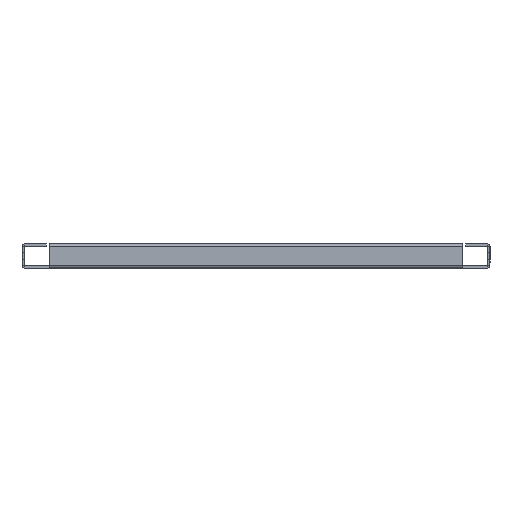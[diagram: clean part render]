
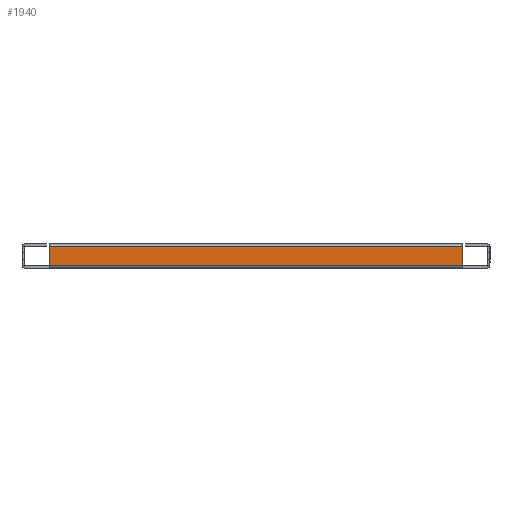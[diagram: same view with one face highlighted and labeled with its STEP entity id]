
A CAD part, left-side view. The second image highlights one B-rep face of the part: STEP entity #1940.
In plain terms, the highlighted planar face has unit normal (-1, 0, 0).
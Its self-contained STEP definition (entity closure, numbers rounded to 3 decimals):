
#628 = AXIS2_PLACEMENT_3D ( 'NONE', #5027, #5010, #5009 ) ;
#1024 = EDGE_CURVE ( 'NONE', #3836, #3830, #3027, .T. ) ;
#1940 = ADVANCED_FACE ( 'NONE', ( #5594 ), #5021, .F. ) ;
#2925 = EDGE_LOOP ( 'NONE', ( #5401, #5400, #5399, #5398 ) ) ;
#3027 = LINE ( 'NONE', #3848, #3031 ) ;
#3031 = VECTOR ( 'NONE', #3465, 1000. ) ;
#3118 = EDGE_CURVE ( 'NONE', #3840, #3857, #5909, .T. ) ;
#3119 = EDGE_CURVE ( 'NONE', #3840, #3836, #5918, .T. ) ;
#3125 = EDGE_CURVE ( 'NONE', #3830, #3857, #5947, .T. ) ;
#3465 = DIRECTION ( 'NONE',  ( 0., 1., 0. ) ) ;
#3830 = VERTEX_POINT ( 'NONE', #4223 ) ;
#3836 = VERTEX_POINT ( 'NONE', #4326 ) ;
#3840 = VERTEX_POINT ( 'NONE', #4286 ) ;
#3848 = CARTESIAN_POINT ( 'NONE',  ( -841.51, -214.5, 22.49 ) ) ;
#3857 = VERTEX_POINT ( 'NONE', #4304 ) ;
#4223 = CARTESIAN_POINT ( 'NONE',  ( -841.51, 214.5, 22.49 ) ) ;
#4286 = CARTESIAN_POINT ( 'NONE',  ( -841.51, -214.5, 2.51 ) ) ;
#4298 = DIRECTION ( 'NONE',  ( 0., 0., -1. ) ) ;
#4300 = CARTESIAN_POINT ( 'NONE',  ( -841.51, 214.5, 2.5 ) ) ;
#4304 = CARTESIAN_POINT ( 'NONE',  ( -841.51, 214.5, 2.51 ) ) ;
#4326 = CARTESIAN_POINT ( 'NONE',  ( -841.51, -214.5, 22.49 ) ) ;
#4386 = CARTESIAN_POINT ( 'NONE',  ( -841.51, -214.5, 2.5 ) ) ;
#4389 = DIRECTION ( 'NONE',  ( 0., 1., 0. ) ) ;
#4396 = DIRECTION ( 'NONE',  ( 0., 0., 1. ) ) ;
#4460 = CARTESIAN_POINT ( 'NONE',  ( -841.51, 214.5, 2.51 ) ) ;
#5009 = DIRECTION ( 'NONE',  ( 0., 0., -1. ) ) ;
#5010 = DIRECTION ( 'NONE',  ( 1., 0., 0. ) ) ;
#5021 = PLANE ( 'NONE',  #628 ) ;
#5027 = CARTESIAN_POINT ( 'NONE',  ( -841.51, 214.5, 2.5 ) ) ;
#5398 = ORIENTED_EDGE ( 'NONE', *, *, #3119, .T. ) ;
#5399 = ORIENTED_EDGE ( 'NONE', *, *, #3118, .F. ) ;
#5400 = ORIENTED_EDGE ( 'NONE', *, *, #3125, .T. ) ;
#5401 = ORIENTED_EDGE ( 'NONE', *, *, #1024, .T. ) ;
#5594 = FACE_OUTER_BOUND ( 'NONE', #2925, .T. ) ;
#5909 = LINE ( 'NONE', #4460, #5934 ) ;
#5918 = LINE ( 'NONE', #4386, #5936 ) ;
#5934 = VECTOR ( 'NONE', #4389, 1000. ) ;
#5936 = VECTOR ( 'NONE', #4396, 1000. ) ;
#5947 = LINE ( 'NONE', #4300, #5948 ) ;
#5948 = VECTOR ( 'NONE', #4298, 1000. ) ;
